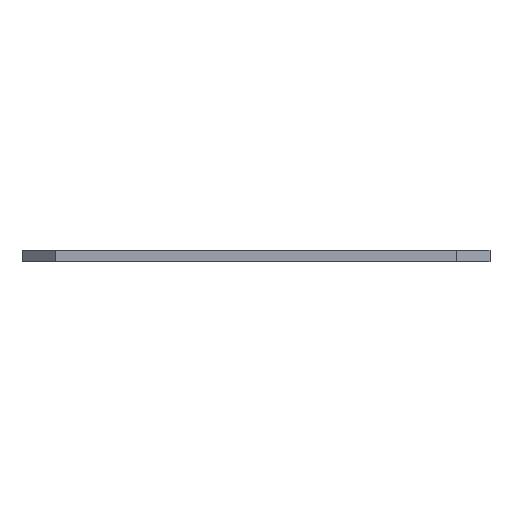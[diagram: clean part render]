
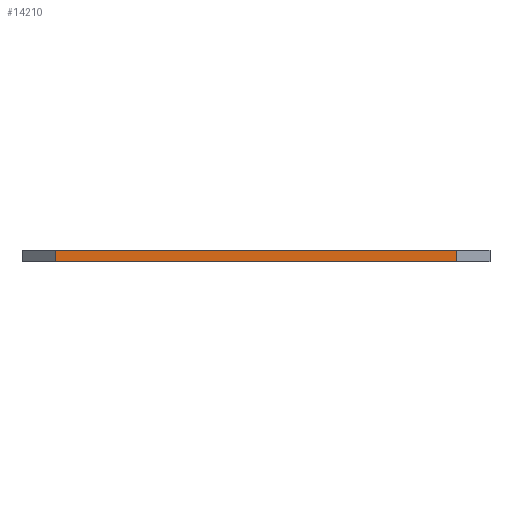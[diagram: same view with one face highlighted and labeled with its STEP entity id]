
A CAD part, left-side view. The second image highlights one B-rep face of the part: STEP entity #14210.
In plain terms, the highlighted planar face has unit normal (-1, 0, 0).
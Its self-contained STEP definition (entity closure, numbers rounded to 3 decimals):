
#360=CARTESIAN_POINT('',(0.,156.,0.));
#370=VERTEX_POINT('',#360);
#400=CARTESIAN_POINT('',(0.,12.,0.));
#410=DIRECTION('',(0.,1.,0.));
#420=VECTOR('',#410,1.);
#430=LINE('',#400,#420);
#440=CARTESIAN_POINT('',(0.,12.,0.));
#450=VERTEX_POINT('',#440);
#460=EDGE_CURVE('',#450,#370,#430,.T.);
#5300=CARTESIAN_POINT('',(0.,12.,4.));
#5310=VERTEX_POINT('',#5300);
#5340=CARTESIAN_POINT('',(0.,12.,4.));
#5350=DIRECTION('',(0.,1.,0.));
#5360=VECTOR('',#5350,1.);
#5370=LINE('',#5340,#5360);
#5380=CARTESIAN_POINT('',(0.,156.,4.));
#5390=VERTEX_POINT('',#5380);
#5400=EDGE_CURVE('',#5310,#5390,#5370,.T.);
#13950=CARTESIAN_POINT('',(0.,156.,0.));
#13960=DIRECTION('',(0.,0.,1.));
#13970=VECTOR('',#13960,1.);
#13980=LINE('',#13950,#13970);
#13990=EDGE_CURVE('',#370,#5390,#13980,.T.);
#14050=CARTESIAN_POINT('',(0.,12.,0.));
#14060=DIRECTION('',(-1.,0.,0.));
#14070=DIRECTION('',(0.,1.,0.));
#14080=AXIS2_PLACEMENT_3D('',#14050,#14060,#14070);
#14090=PLANE('',#14080);
#14100=ORIENTED_EDGE('',*,*,#13990,.F.);
#14110=ORIENTED_EDGE('',*,*,#5400,.T.);
#14120=CARTESIAN_POINT('',(0.,12.,0.));
#14130=DIRECTION('',(0.,0.,1.));
#14140=VECTOR('',#14130,1.);
#14150=LINE('',#14120,#14140);
#14160=EDGE_CURVE('',#450,#5310,#14150,.T.);
#14170=ORIENTED_EDGE('',*,*,#14160,.T.);
#14180=ORIENTED_EDGE('',*,*,#460,.F.);
#14190=EDGE_LOOP('',(#14180,#14170,#14110,#14100));
#14200=FACE_OUTER_BOUND('',#14190,.T.);
#14210=ADVANCED_FACE('',(#14200),#14090,.T.);
